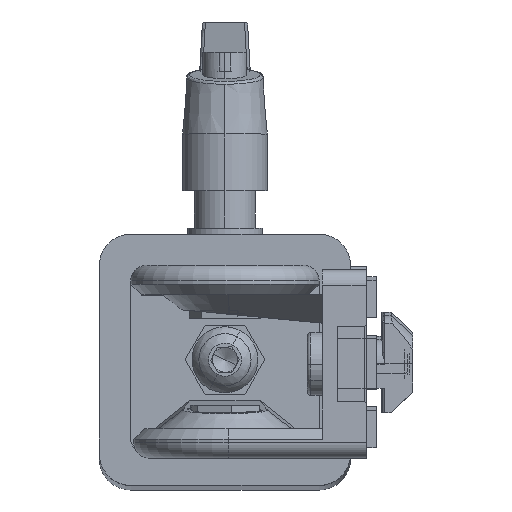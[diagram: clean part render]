
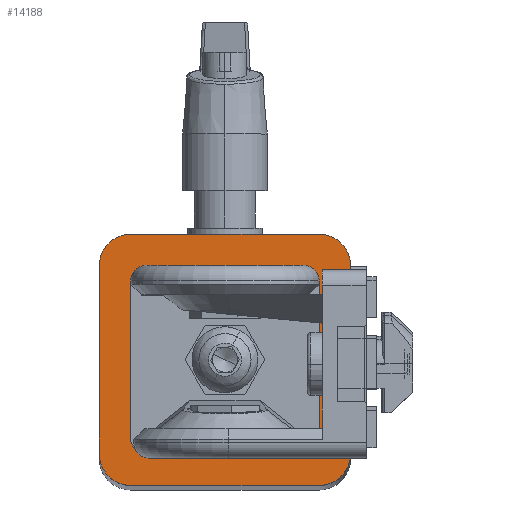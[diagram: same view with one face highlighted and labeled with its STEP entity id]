
A CAD part, top view. The second image highlights one B-rep face of the part: STEP entity #14188.
In plain terms, the highlighted planar face has unit normal (0, 0, 1).
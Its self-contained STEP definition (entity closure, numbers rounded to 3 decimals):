
#48 = DIRECTION ( 'NONE',  ( 0., -1., 0. ) ) ;
#154 = LINE ( 'NONE', #8320, #14366 ) ;
#165 = DIRECTION ( 'NONE',  ( 0., 0., 1. ) ) ;
#193 = EDGE_CURVE ( 'NONE', #2444, #20931, #6928, .T. ) ;
#1040 = VERTEX_POINT ( 'NONE', #20664 ) ;
#1477 = DIRECTION ( 'NONE',  ( 0., 0., 1. ) ) ;
#1592 = PLANE ( 'NONE',  #20948 ) ;
#1762 = VERTEX_POINT ( 'NONE', #15345 ) ;
#1886 = ORIENTED_EDGE ( 'NONE', *, *, #5413, .T. ) ;
#2444 = VERTEX_POINT ( 'NONE', #20539 ) ;
#2475 = CARTESIAN_POINT ( 'NONE',  ( -20., 15., 11.75 ) ) ;
#2702 = VERTEX_POINT ( 'NONE', #9667 ) ;
#2774 = CARTESIAN_POINT ( 'NONE',  ( 0., 0., 11.75 ) ) ;
#3628 = ORIENTED_EDGE ( 'NONE', *, *, #4268, .T. ) ;
#4131 = ORIENTED_EDGE ( 'NONE', *, *, #18809, .F. ) ;
#4268 = EDGE_CURVE ( 'NONE', #16943, #1762, #6393, .T. ) ;
#4435 = DIRECTION ( 'NONE',  ( 1., 0., 0. ) ) ;
#4479 = CARTESIAN_POINT ( 'NONE',  ( 0., 0., 11.75 ) ) ;
#4612 = CARTESIAN_POINT ( 'NONE',  ( 20., 15., 11.75 ) ) ;
#4871 = DIRECTION ( 'NONE',  ( 1., 0., 0. ) ) ;
#4952 = CARTESIAN_POINT ( 'NONE',  ( -15., -15., 11.75 ) ) ;
#4992 = ORIENTED_EDGE ( 'NONE', *, *, #5709, .T. ) ;
#5083 = DIRECTION ( 'NONE',  ( 0., 1., 0. ) ) ;
#5383 = DIRECTION ( 'NONE',  ( 1., 0., 0. ) ) ;
#5413 = EDGE_CURVE ( 'NONE', #11125, #19884, #13139, .T. ) ;
#5470 = VECTOR ( 'NONE', #5083, 1000. ) ;
#5709 = EDGE_CURVE ( 'NONE', #1762, #1040, #13981, .T. ) ;
#6085 = CARTESIAN_POINT ( 'NONE',  ( 15., 15., 11.75 ) ) ;
#6393 = CIRCLE ( 'NONE', #7108, 5. ) ;
#6928 = LINE ( 'NONE', #18808, #8407 ) ;
#6991 = DIRECTION ( 'NONE',  ( 1., 0., 0. ) ) ;
#7008 = ORIENTED_EDGE ( 'NONE', *, *, #18501, .T. ) ;
#7096 = CARTESIAN_POINT ( 'NONE',  ( 20., -15., 11.75 ) ) ;
#7108 = AXIS2_PLACEMENT_3D ( 'NONE', #4952, #165, #5383 ) ;
#7465 = ORIENTED_EDGE ( 'NONE', *, *, #193, .T. ) ;
#8320 = CARTESIAN_POINT ( 'NONE',  ( -20., 15., 11.75 ) ) ;
#8407 = VECTOR ( 'NONE', #17187, 1000. ) ;
#8444 = CARTESIAN_POINT ( 'NONE',  ( -20., -15., 11.75 ) ) ;
#9027 = DIRECTION ( 'NONE',  ( 0., 0., 1. ) ) ;
#9058 = AXIS2_PLACEMENT_3D ( 'NONE', #10830, #20773, #17198 ) ;
#9667 = CARTESIAN_POINT ( 'NONE',  ( -2.5, 0., 11.75 ) ) ;
#9789 = ORIENTED_EDGE ( 'NONE', *, *, #10555, .T. ) ;
#10116 = CIRCLE ( 'NONE', #18404, 2.5 ) ;
#10420 = CIRCLE ( 'NONE', #17304, 2.5 ) ;
#10555 = EDGE_CURVE ( 'NONE', #19884, #2444, #11129, .T. ) ;
#10830 = CARTESIAN_POINT ( 'NONE',  ( -15., 15., 11.75 ) ) ;
#11125 = VERTEX_POINT ( 'NONE', #7096 ) ;
#11129 = CIRCLE ( 'NONE', #11470, 5. ) ;
#11166 = DIRECTION ( 'NONE',  ( 0., 0., 1. ) ) ;
#11221 = DIRECTION ( 'NONE',  ( 1., 0., 0. ) ) ;
#11470 = AXIS2_PLACEMENT_3D ( 'NONE', #6085, #19287, #4435 ) ;
#12374 = DIRECTION ( 'NONE',  ( 1., 0., 0. ) ) ;
#12520 = ORIENTED_EDGE ( 'NONE', *, *, #17440, .F. ) ;
#12859 = DIRECTION ( 'NONE',  ( 0., 0., 1. ) ) ;
#13029 = FACE_BOUND ( 'NONE', #18394, .T. ) ;
#13139 = LINE ( 'NONE', #13355, #5470 ) ;
#13355 = CARTESIAN_POINT ( 'NONE',  ( 20., -15., 11.75 ) ) ;
#13981 = LINE ( 'NONE', #20567, #15528 ) ;
#13997 = VERTEX_POINT ( 'NONE', #2475 ) ;
#14188 = ADVANCED_FACE ( 'NONE', ( #13029, #17972 ), #1592, .T. ) ;
#14366 = VECTOR ( 'NONE', #48, 1000. ) ;
#14532 = ORIENTED_EDGE ( 'NONE', *, *, #19966, .T. ) ;
#15047 = EDGE_CURVE ( 'NONE', #1040, #11125, #16137, .T. ) ;
#15345 = CARTESIAN_POINT ( 'NONE',  ( -15., -20., 11.75 ) ) ;
#15528 = VECTOR ( 'NONE', #12374, 1000. ) ;
#16137 = CIRCLE ( 'NONE', #18213, 5. ) ;
#16280 = CARTESIAN_POINT ( 'NONE',  ( 2.5, 0., 11.75 ) ) ;
#16361 = CARTESIAN_POINT ( 'NONE',  ( 15., 15., 11.75 ) ) ;
#16590 = VERTEX_POINT ( 'NONE', #16280 ) ;
#16943 = VERTEX_POINT ( 'NONE', #8444 ) ;
#16996 = CIRCLE ( 'NONE', #9058, 5. ) ;
#17134 = EDGE_LOOP ( 'NONE', ( #9789, #7465, #7008, #14532, #3628, #4992, #17146, #1886 ) ) ;
#17146 = ORIENTED_EDGE ( 'NONE', *, *, #15047, .T. ) ;
#17187 = DIRECTION ( 'NONE',  ( -1., 0., 0. ) ) ;
#17198 = DIRECTION ( 'NONE',  ( 1., 0., 0. ) ) ;
#17242 = CARTESIAN_POINT ( 'NONE',  ( 15., -15., 11.75 ) ) ;
#17304 = AXIS2_PLACEMENT_3D ( 'NONE', #4479, #12859, #11221 ) ;
#17440 = EDGE_CURVE ( 'NONE', #16590, #2702, #10420, .T. ) ;
#17743 = DIRECTION ( 'NONE',  ( 1., 0., 0. ) ) ;
#17972 = FACE_OUTER_BOUND ( 'NONE', #17134, .T. ) ;
#18213 = AXIS2_PLACEMENT_3D ( 'NONE', #17242, #9027, #6991 ) ;
#18394 = EDGE_LOOP ( 'NONE', ( #12520, #4131 ) ) ;
#18404 = AXIS2_PLACEMENT_3D ( 'NONE', #2774, #11166, #17743 ) ;
#18501 = EDGE_CURVE ( 'NONE', #20931, #13997, #16996, .T. ) ;
#18808 = CARTESIAN_POINT ( 'NONE',  ( 15., 20., 11.75 ) ) ;
#18809 = EDGE_CURVE ( 'NONE', #2702, #16590, #10116, .T. ) ;
#19287 = DIRECTION ( 'NONE',  ( 0., 0., 1. ) ) ;
#19305 = CARTESIAN_POINT ( 'NONE',  ( -15., 20., 11.75 ) ) ;
#19884 = VERTEX_POINT ( 'NONE', #4612 ) ;
#19966 = EDGE_CURVE ( 'NONE', #13997, #16943, #154, .T. ) ;
#20539 = CARTESIAN_POINT ( 'NONE',  ( 15., 20., 11.75 ) ) ;
#20567 = CARTESIAN_POINT ( 'NONE',  ( -15., -20., 11.75 ) ) ;
#20664 = CARTESIAN_POINT ( 'NONE',  ( 15., -20., 11.75 ) ) ;
#20773 = DIRECTION ( 'NONE',  ( 0., 0., 1. ) ) ;
#20931 = VERTEX_POINT ( 'NONE', #19305 ) ;
#20948 = AXIS2_PLACEMENT_3D ( 'NONE', #16361, #1477, #4871 ) ;
